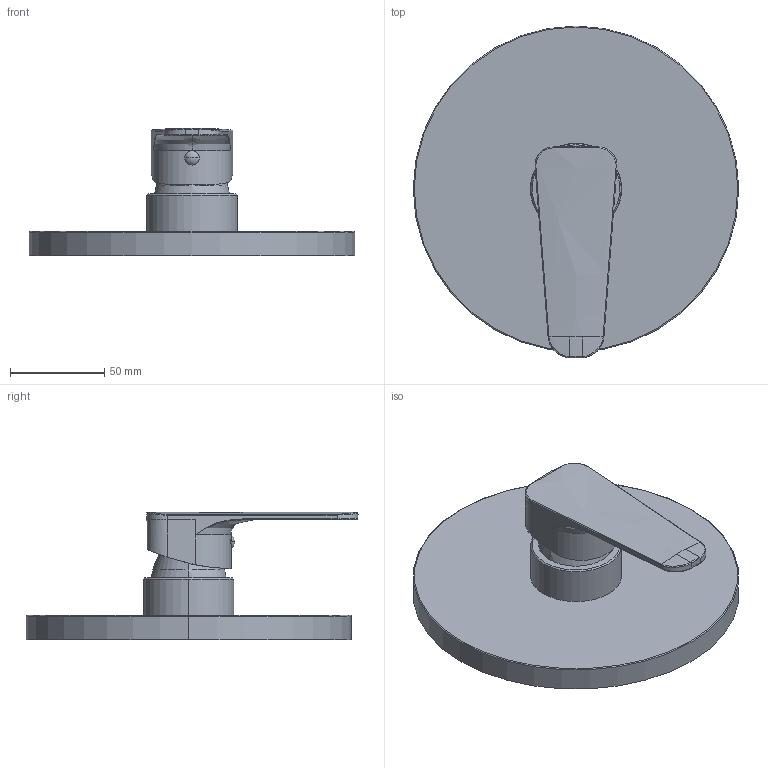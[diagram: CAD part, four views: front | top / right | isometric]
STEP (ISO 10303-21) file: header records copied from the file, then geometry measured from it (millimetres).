
FILE_DESCRIPTION((''),'2;1');
FILE_NAME('SYBOX010CR','2021-11-09T09:57:07',('ut3'),('PAFFONI SpA'),'CREO PARAMETRIC BY PTC INC, 2020044','CREO PARAMETRIC BY PTC INC, 2020044','');
FILE_SCHEMA(('CONFIG_CONTROL_DESIGN','SHAPE_APPEARANCE_LAYERS_GROUPS'));
Length unit declared in the file: millimetre
Products named in the file (1): SYBOX010CR
Bounding box: 173 x 176.5 x 67.9 mm (x, y, z)
Volume: 233608 mm3; surface area: 105067.1 mm2
Topology: 2 solids, 2 shells, 1027 faces, 2782 edges, 1764 vertices
Faces by surface type: plane 606, cylinder 250, torus 68, bspline 47, cone 46, sphere 8, extrusion 2
Entity records: 45761 total; most frequent: CARTESIAN_POINT 13110, ORIENTED_EDGE 5544, DIRECTION 5003, EDGE_CURVE 2772, VERTEX_POINT 1764, AXIS2_PLACEMENT_3D 1701, VECTOR 1601, LINE 1599
